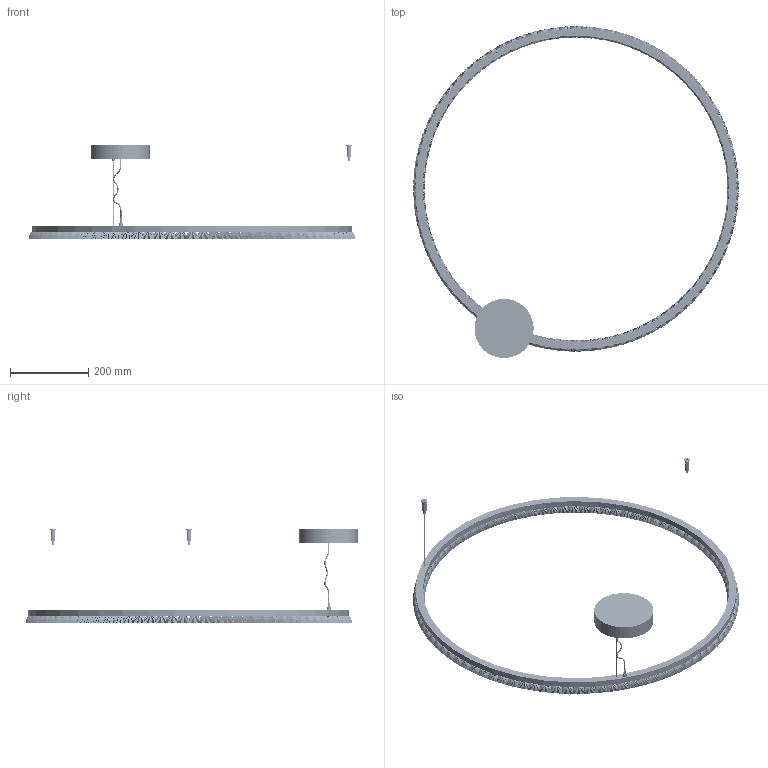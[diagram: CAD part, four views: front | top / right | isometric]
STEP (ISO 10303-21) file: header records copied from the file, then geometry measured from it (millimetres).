
FILE_DESCRIPTION(/* description */ (''),/* implementation_level */ '2;1');
FILE_NAME(/* name */ 'Somnium Stand Alone_Ø816mm',/* time_stamp */ '2025-05-13T10:52:30+02:00',/* author */ (''),/* organization */ (''),/* preprocessor_version */ 'ST-DEVELOPER v16.5',/* originating_system */ 'Rhino 7.37',/* authorisation */ '');
FILE_SCHEMA (('AUTOMOTIVE_DESIGN'));
Length unit declared in the file: millimetre
Products named in the file (4): Document; Y104002274_A-CAVETTO SOSP.D.0.8 L_2000 MM; X304000029_--BLOCCACAVO DINAMICO A SOFF.COMPL.NICH.; 010363_--SOMNIUM LENTE CURVA R416 semplificata
Assembly tree (23 placements, depth 2):
  Document
    Y104002274_A-CAVETTO SOSP.D.0.8 L_2000 MM  x3
    X304000029_--BLOCCACAVO DINAMICO A SOFF.COMPL.NICH.  x2
    010363_--SOMNIUM LENTE CURVA R416 semplificata  x18
Bounding box: 832.71 x 848.24 x 238.4 mm (x, y, z)
Volume: 1754826.2 mm3; surface area: 628922.2 mm2
Topology: 28 solids, 28 shells, 12582 faces, 34820 edges, 22013 vertices
Faces by surface type: bspline 11808, plane 703, cylinder 71
Full cylindrical faces by diameter (mm): 783.54 x1
Entity records: 37287 total; most frequent: CARTESIAN_POINT 24182, ORIENTED_EDGE 4208, EDGE_CURVE 2104, B_SPLINE_CURVE_WITH_KNOTS 1757, VERTEX_POINT 1336, EDGE_LOOP 838, ADVANCED_FACE 792, FACE_OUTER_BOUND 792
